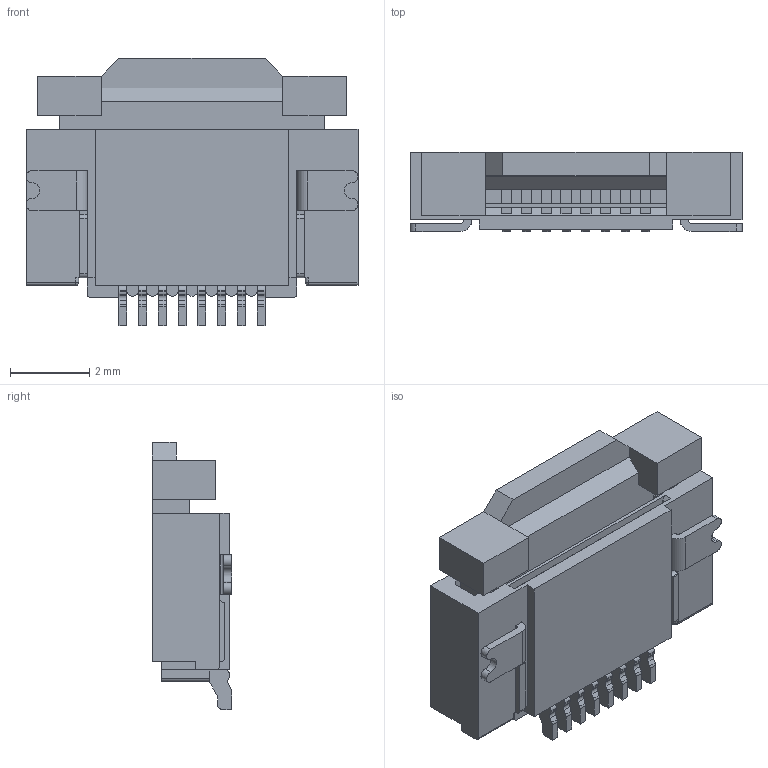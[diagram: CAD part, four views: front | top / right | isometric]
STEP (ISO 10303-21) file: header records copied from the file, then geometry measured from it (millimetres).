
FILE_DESCRIPTION (( 'STEP AP214' ), '1' );
FILE_NAME ('FFC2B35-08-T.STEP', '2024-02-07T22:18:31', ( '' ), ( '' ), 'SwSTEP 2.0', 'SolidWorks 2021', '' );
FILE_SCHEMA (( 'AUTOMOTIVE_DESIGN' ));
Length unit declared in the file: millimetre
Products named in the file (1): FFC2B35-08-T
Bounding box: 8.4 x 2 x 6.76 mm (x, y, z)
Volume: 57.3 mm3; surface area: 282 mm2
Topology: 12 solids, 12 shells, 501 faces, 1486 edges, 976 vertices
Faces by surface type: plane 391, cylinder 108, sphere 2
Entity records: 16783 total; most frequent: ORIENTED_EDGE 2968, CARTESIAN_POINT 2962, DIRECTION 2720, EDGE_CURVE 1484, VECTOR 1252, LINE 1252, VERTEX_POINT 976, AXIS2_PLACEMENT_3D 734
